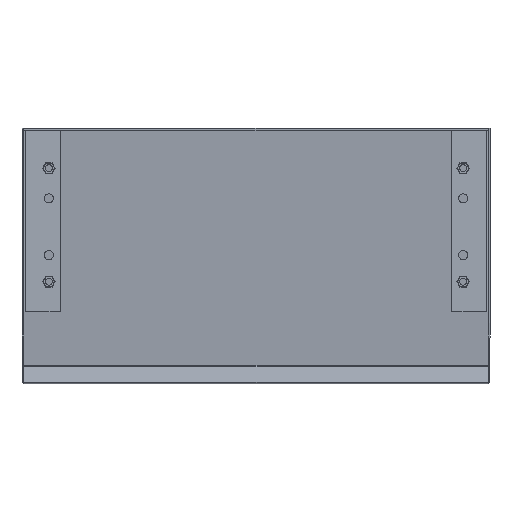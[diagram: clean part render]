
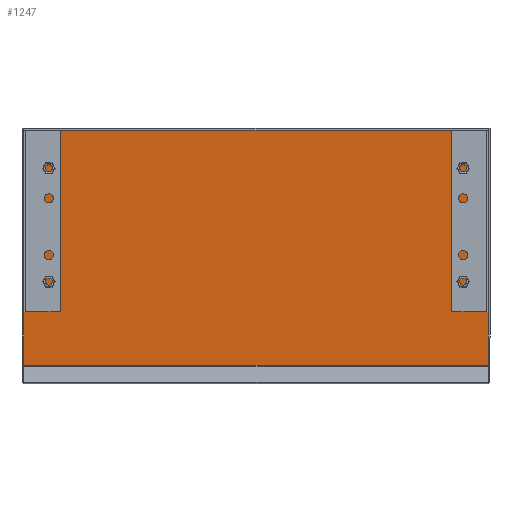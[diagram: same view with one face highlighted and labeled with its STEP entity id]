
A CAD part, left-side view. The second image highlights one B-rep face of the part: STEP entity #1247.
In plain terms, the highlighted face is planar.
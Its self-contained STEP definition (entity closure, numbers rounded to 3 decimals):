
#511 = VERTEX_POINT ( 'NONE', #2945 ) ;
#530 = VERTEX_POINT ( 'NONE', #2962 ) ;
#543 = VERTEX_POINT ( 'NONE', #2968 ) ;
#560 = VERTEX_POINT ( 'NONE', #3131 ) ;
#819 = ORIENTED_EDGE ( 'NONE', *, *, #1452, .F. ) ;
#827 = ORIENTED_EDGE ( 'NONE', *, *, #1423, .F. ) ;
#830 = ORIENTED_EDGE ( 'NONE', *, *, #1337, .F. ) ;
#834 = ORIENTED_EDGE ( 'NONE', *, *, #1210, .F. ) ;
#1210 = EDGE_CURVE ( 'NONE', #543, #530, #2750, .T. ) ;
#1247 = ADVANCED_FACE ( 'NONE', ( #1556 ), #1557, .T. ) ;
#1337 = EDGE_CURVE ( 'NONE', #511, #543, #1858, .T. ) ;
#1423 = EDGE_CURVE ( 'NONE', #530, #560, #2802, .T. ) ;
#1452 = EDGE_CURVE ( 'NONE', #560, #511, #2296, .T. ) ;
#1549 = CARTESIAN_POINT ( 'NONE',  ( 204.5, -1.5, -104.5 ) ) ;
#1556 = FACE_OUTER_BOUND ( 'NONE', #2873, .T. ) ;
#1557 = PLANE ( 'NONE',  #4256 ) ;
#1559 = DIRECTION ( 'NONE',  ( 0., -1., 0. ) ) ;
#1560 = DIRECTION ( 'NONE',  ( 0., 0., -1. ) ) ;
#1858 = LINE ( 'NONE', #1859, #4278 ) ;
#1859 = CARTESIAN_POINT ( 'NONE',  ( -204.5, -1.5, 104.5 ) ) ;
#1860 = DIRECTION ( 'NONE',  ( 1., 0., 0. ) ) ;
#2296 = LINE ( 'NONE', #3236, #4089 ) ;
#2750 = LINE ( 'NONE', #2751, #4231 ) ;
#2751 = CARTESIAN_POINT ( 'NONE',  ( 204.5, -1.5, 104.5 ) ) ;
#2752 = DIRECTION ( 'NONE',  ( 0., 0., -1. ) ) ;
#2802 = LINE ( 'NONE', #2803, #4063 ) ;
#2803 = CARTESIAN_POINT ( 'NONE',  ( -204.5, -1.5, -104.5 ) ) ;
#2804 = DIRECTION ( 'NONE',  ( -1., 0., 0. ) ) ;
#2873 = EDGE_LOOP ( 'NONE', ( #834, #830, #819, #827 ) ) ;
#2945 = CARTESIAN_POINT ( 'NONE',  ( -204.5, -1.5, 104.5 ) ) ;
#2962 = CARTESIAN_POINT ( 'NONE',  ( 204.5, -1.5, -104.5 ) ) ;
#2968 = CARTESIAN_POINT ( 'NONE',  ( 204.5, -1.5, 104.5 ) ) ;
#3131 = CARTESIAN_POINT ( 'NONE',  ( -204.5, -1.5, -104.5 ) ) ;
#3236 = CARTESIAN_POINT ( 'NONE',  ( -204.5, -1.5, 104.5 ) ) ;
#3237 = DIRECTION ( 'NONE',  ( 0., 0., 1. ) ) ;
#4063 = VECTOR ( 'NONE', #2804, 1000. ) ;
#4089 = VECTOR ( 'NONE', #3237, 1000. ) ;
#4231 = VECTOR ( 'NONE', #2752, 1000. ) ;
#4256 = AXIS2_PLACEMENT_3D ( 'NONE', #1549, #1559, #1560 ) ;
#4278 = VECTOR ( 'NONE', #1860, 1000. ) ;
